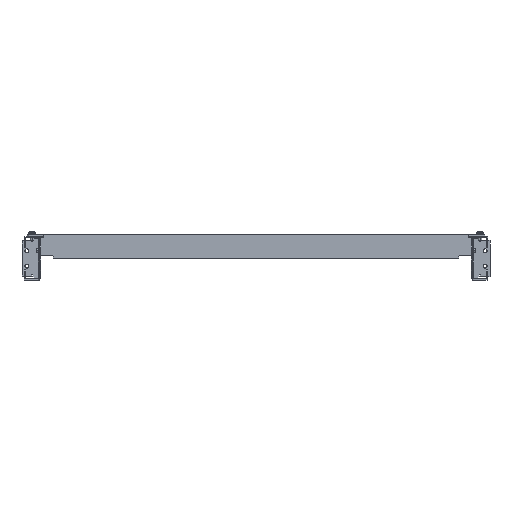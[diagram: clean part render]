
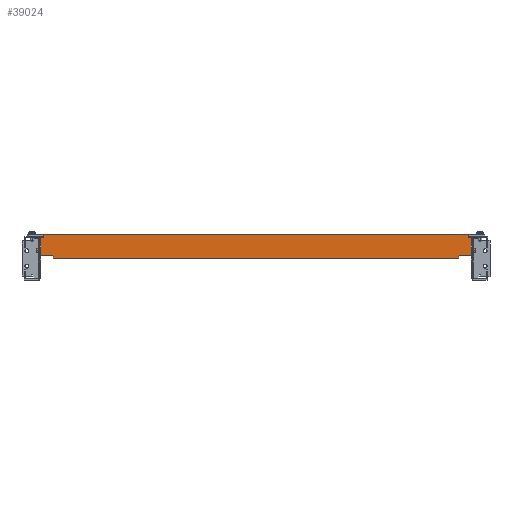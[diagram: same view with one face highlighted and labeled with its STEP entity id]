
A CAD part, left-side view. The second image highlights one B-rep face of the part: STEP entity #39024.
In plain terms, the highlighted planar face has unit normal (-1, 0, 0).
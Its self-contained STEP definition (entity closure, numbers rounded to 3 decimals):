
#544 = CARTESIAN_POINT ( 'NONE',  ( -102., 0., 5.5 ) ) ;
#846 = CARTESIAN_POINT ( 'NONE',  ( -102., -433.25, 5.5 ) ) ;
#1373 = CARTESIAN_POINT ( 'NONE',  ( -102., 232.841, 4.698 ) ) ;
#1503 = ORIENTED_EDGE ( 'NONE', *, *, #22032, .T. ) ;
#1599 = CARTESIAN_POINT ( 'NONE',  ( -102., 253.25, 19.5 ) ) ;
#1765 = DIRECTION ( 'NONE',  ( 0., 1., 0. ) ) ;
#1935 = DIRECTION ( 'NONE',  ( 0., -1., 0. ) ) ;
#2011 = DIRECTION ( 'NONE',  ( 0., 0., -1. ) ) ;
#4436 = DIRECTION ( 'NONE',  ( 0., 1., 0. ) ) ;
#4451 = LINE ( 'NONE', #544, #41722 ) ;
#4769 = CARTESIAN_POINT ( 'NONE',  ( -102., 232.437, 3.894 ) ) ;
#4840 = LINE ( 'NONE', #48876, #19311 ) ;
#4946 = VECTOR ( 'NONE', #46781, 1000. ) ;
#5667 = VERTEX_POINT ( 'NONE', #15668 ) ;
#5927 = PLANE ( 'NONE',  #36225 ) ;
#6265 = CARTESIAN_POINT ( 'NONE',  ( -102., -453.25, 33.5 ) ) ;
#7973 = VECTOR ( 'NONE', #40681, 1000. ) ;
#8467 = VERTEX_POINT ( 'NONE', #42426 ) ;
#8715 = CARTESIAN_POINT ( 'NONE',  ( -102., -432.841, 4.698 ) ) ;
#9028 = VERTEX_POINT ( 'NONE', #50567 ) ;
#9649 = DIRECTION ( 'NONE',  ( 1., 0., 0. ) ) ;
#9766 = VERTEX_POINT ( 'NONE', #25171 ) ;
#10628 = CARTESIAN_POINT ( 'NONE',  ( -102., 248.25, 19.5 ) ) ;
#10677 = CARTESIAN_POINT ( 'NONE',  ( -102., -433.25, 5.5 ) ) ;
#11875 = CARTESIAN_POINT ( 'NONE',  ( -102., -431.472, 1.373 ) ) ;
#12098 = LINE ( 'NONE', #24420, #30140 ) ;
#12341 = VERTEX_POINT ( 'NONE', #31024 ) ;
#12369 = VERTEX_POINT ( 'NONE', #44618 ) ;
#12428 = CARTESIAN_POINT ( 'NONE',  ( -102., -448.25, 33.5 ) ) ;
#13422 = CARTESIAN_POINT ( 'NONE',  ( -102., -453.25, 5.5 ) ) ;
#13689 = VERTEX_POINT ( 'NONE', #43715 ) ;
#14002 = LINE ( 'NONE', #42831, #46679 ) ;
#14554 = VECTOR ( 'NONE', #1765, 1000. ) ;
#14662 = LINE ( 'NONE', #30663, #25207 ) ;
#15668 = CARTESIAN_POINT ( 'NONE',  ( -102., 231.25, 0.5 ) ) ;
#16125 = EDGE_CURVE ( 'NONE', #26935, #12369, #17693, .T. ) ;
#16422 = ORIENTED_EDGE ( 'NONE', *, *, #47076, .F. ) ;
#16872 = CARTESIAN_POINT ( 'NONE',  ( -102., -431.751, 2.227 ) ) ;
#17693 = LINE ( 'NONE', #12428, #37445 ) ;
#17964 = DIRECTION ( 'NONE',  ( 0., 0., 1. ) ) ;
#18318 = VERTEX_POINT ( 'NONE', #40433 ) ;
#18882 = VERTEX_POINT ( 'NONE', #13422 ) ;
#19311 = VECTOR ( 'NONE', #49366, 1000. ) ;
#20812 = CARTESIAN_POINT ( 'NONE',  ( -102., -431.25, 0.5 ) ) ;
#20819 = ORIENTED_EDGE ( 'NONE', *, *, #42443, .T. ) ;
#20828 = CARTESIAN_POINT ( 'NONE',  ( -102., 231.472, 1.373 ) ) ;
#21572 = LINE ( 'NONE', #1599, #35382 ) ;
#21888 = ORIENTED_EDGE ( 'NONE', *, *, #41096, .T. ) ;
#22032 = EDGE_CURVE ( 'NONE', #12341, #9766, #12098, .T. ) ;
#23683 = CARTESIAN_POINT ( 'NONE',  ( -102., -453.25, 19.5 ) ) ;
#24011 = ORIENTED_EDGE ( 'NONE', *, *, #47015, .F. ) ;
#24420 = CARTESIAN_POINT ( 'NONE',  ( -102., 0., 5.5 ) ) ;
#24691 = LINE ( 'NONE', #28356, #7973 ) ;
#24721 = CARTESIAN_POINT ( 'NONE',  ( -102., -432.437, 3.894 ) ) ;
#25171 = CARTESIAN_POINT ( 'NONE',  ( -102., 233.25, 5.5 ) ) ;
#25207 = VECTOR ( 'NONE', #46630, 1000. ) ;
#25368 = ORIENTED_EDGE ( 'NONE', *, *, #44300, .F. ) ;
#25901 = FACE_OUTER_BOUND ( 'NONE', #43688, .T. ) ;
#26442 = EDGE_CURVE ( 'NONE', #13689, #40882, #26696, .T. ) ;
#26696 = LINE ( 'NONE', #30611, #14554 ) ;
#26935 = VERTEX_POINT ( 'NONE', #48376 ) ;
#27065 = ORIENTED_EDGE ( 'NONE', *, *, #35261, .F. ) ;
#27263 = EDGE_CURVE ( 'NONE', #28313, #40882, #21572, .T. ) ;
#27408 = B_SPLINE_CURVE_WITH_KNOTS ( 'NONE', 3,
 ( #28920, #1373, #4769, #44899, #20828, #36816 ),
 .UNSPECIFIED., .F., .F.,
 ( 4, 2, 4 ),
 ( 0.011, 0.014, 0.017 ),
 .UNSPECIFIED. ) ;
#28313 = VERTEX_POINT ( 'NONE', #31556 ) ;
#28356 = CARTESIAN_POINT ( 'NONE',  ( -102., 0., 5.5 ) ) ;
#28387 = DIRECTION ( 'NONE',  ( 0., 0., -1. ) ) ;
#28920 = CARTESIAN_POINT ( 'NONE',  ( -102., 233.25, 5.5 ) ) ;
#30140 = VECTOR ( 'NONE', #40431, 1000. ) ;
#30611 = CARTESIAN_POINT ( 'NONE',  ( -102., 248.25, 33.5 ) ) ;
#30663 = CARTESIAN_POINT ( 'NONE',  ( -102., 0., 33.5 ) ) ;
#30795 = ORIENTED_EDGE ( 'NONE', *, *, #26442, .T. ) ;
#30931 = EDGE_CURVE ( 'NONE', #12341, #28313, #24691, .T. ) ;
#31024 = CARTESIAN_POINT ( 'NONE',  ( -102., 248.25, 5.5 ) ) ;
#31348 = CARTESIAN_POINT ( 'NONE',  ( -102., 253.25, 33.5 ) ) ;
#31556 = CARTESIAN_POINT ( 'NONE',  ( -102., 253.25, 5.5 ) ) ;
#31564 = ORIENTED_EDGE ( 'NONE', *, *, #27263, .F. ) ;
#32773 = LINE ( 'NONE', #39645, #35527 ) ;
#34267 = EDGE_CURVE ( 'NONE', #45763, #18318, #4451, .T. ) ;
#35261 = EDGE_CURVE ( 'NONE', #13689, #8467, #50420, .T. ) ;
#35382 = VECTOR ( 'NONE', #37818, 1000. ) ;
#35448 = DIRECTION ( 'NONE',  ( 0., -1., 0. ) ) ;
#35527 = VECTOR ( 'NONE', #4436, 1000. ) ;
#36225 = AXIS2_PLACEMENT_3D ( 'NONE', #49682, #9649, #2011 ) ;
#36273 = LINE ( 'NONE', #23683, #37047 ) ;
#36816 = CARTESIAN_POINT ( 'NONE',  ( -102., 231.25, 0.5 ) ) ;
#37047 = VECTOR ( 'NONE', #28387, 1000. ) ;
#37445 = VECTOR ( 'NONE', #17964, 1000. ) ;
#37818 = DIRECTION ( 'NONE',  ( 0., 0., 1. ) ) ;
#39022 = ORIENTED_EDGE ( 'NONE', *, *, #48540, .T. ) ;
#39024 = ADVANCED_FACE ( 'NONE', ( #25901 ), #5927, .F. ) ;
#39645 = CARTESIAN_POINT ( 'NONE',  ( -102., 0., 38.5 ) ) ;
#40431 = DIRECTION ( 'NONE',  ( 0., -1., 0. ) ) ;
#40433 = CARTESIAN_POINT ( 'NONE',  ( -102., -448.25, 5.5 ) ) ;
#40681 = DIRECTION ( 'NONE',  ( 0., 1., 0. ) ) ;
#40823 = B_SPLINE_CURVE_WITH_KNOTS ( 'NONE', 3,
 ( #846, #8715, #24721, #16872, #11875, #20812 ),
 .UNSPECIFIED., .F., .F.,
 ( 4, 2, 4 ),
 ( 0.011, 0.014, 0.017 ),
 .UNSPECIFIED. ) ;
#40882 = VERTEX_POINT ( 'NONE', #31348 ) ;
#41096 = EDGE_CURVE ( 'NONE', #18318, #18882, #14002, .T. ) ;
#41722 = VECTOR ( 'NONE', #35448, 1000. ) ;
#41827 = ORIENTED_EDGE ( 'NONE', *, *, #30931, .F. ) ;
#41896 = VERTEX_POINT ( 'NONE', #6265 ) ;
#42426 = CARTESIAN_POINT ( 'NONE',  ( -102., 248.25, 38.5 ) ) ;
#42443 = EDGE_CURVE ( 'NONE', #9766, #5667, #27408, .T. ) ;
#42831 = CARTESIAN_POINT ( 'NONE',  ( -102., -448.25, 5.5 ) ) ;
#43688 = EDGE_LOOP ( 'NONE', ( #49343, #21888, #24011, #45160, #45500, #39022, #27065, #30795, #31564, #41827, #1503, #20819, #25368, #16422 ) ) ;
#43715 = CARTESIAN_POINT ( 'NONE',  ( -102., 248.25, 33.5 ) ) ;
#44300 = EDGE_CURVE ( 'NONE', #9028, #5667, #4840, .T. ) ;
#44618 = CARTESIAN_POINT ( 'NONE',  ( -102., -448.25, 38.5 ) ) ;
#44899 = CARTESIAN_POINT ( 'NONE',  ( -102., 231.751, 2.227 ) ) ;
#45160 = ORIENTED_EDGE ( 'NONE', *, *, #45972, .F. ) ;
#45500 = ORIENTED_EDGE ( 'NONE', *, *, #16125, .T. ) ;
#45763 = VERTEX_POINT ( 'NONE', #10677 ) ;
#45972 = EDGE_CURVE ( 'NONE', #26935, #41896, #14662, .T. ) ;
#46630 = DIRECTION ( 'NONE',  ( 0., -1., 0. ) ) ;
#46679 = VECTOR ( 'NONE', #1935, 1000. ) ;
#46781 = DIRECTION ( 'NONE',  ( 0., 0., 1. ) ) ;
#47015 = EDGE_CURVE ( 'NONE', #41896, #18882, #36273, .T. ) ;
#47076 = EDGE_CURVE ( 'NONE', #45763, #9028, #40823, .T. ) ;
#48376 = CARTESIAN_POINT ( 'NONE',  ( -102., -448.25, 33.5 ) ) ;
#48540 = EDGE_CURVE ( 'NONE', #12369, #8467, #32773, .T. ) ;
#48876 = CARTESIAN_POINT ( 'NONE',  ( -102., 0., 0.5 ) ) ;
#49343 = ORIENTED_EDGE ( 'NONE', *, *, #34267, .T. ) ;
#49366 = DIRECTION ( 'NONE',  ( 0., 1., 0. ) ) ;
#49682 = CARTESIAN_POINT ( 'NONE',  ( -102., 0., 19.5 ) ) ;
#50420 = LINE ( 'NONE', #10628, #4946 ) ;
#50567 = CARTESIAN_POINT ( 'NONE',  ( -102., -431.25, 0.5 ) ) ;
